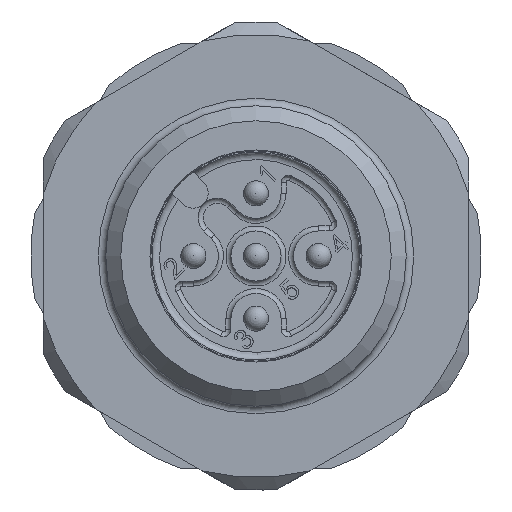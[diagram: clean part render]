
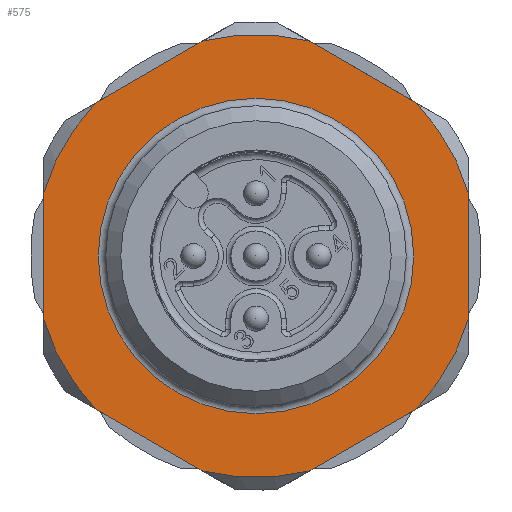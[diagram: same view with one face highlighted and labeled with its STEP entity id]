
A CAD part, front view. The second image highlights one B-rep face of the part: STEP entity #575.
In plain terms, the highlighted planar face has unit normal (0, -1, 0).
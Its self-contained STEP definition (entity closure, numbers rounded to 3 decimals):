
#575=ADVANCED_FACE('',(#1326,#1327),#813,.T.);
#813=PLANE('',#4010);
#928=LINE('',#5513,#1119);
#929=LINE('',#5514,#1120);
#930=LINE('',#5515,#1121);
#931=LINE('',#5516,#1122);
#932=LINE('',#5517,#1123);
#933=LINE('',#5518,#1124);
#1119=VECTOR('',#4454,1.);
#1120=VECTOR('',#4455,1.);
#1121=VECTOR('',#4456,1.);
#1122=VECTOR('',#4457,1.);
#1123=VECTOR('',#4458,1.);
#1124=VECTOR('',#4459,1.);
#1326=FACE_BOUND('',#1507,.T.);
#1327=FACE_BOUND('',#1508,.T.);
#1507=EDGE_LOOP('',(#1893));
#1508=EDGE_LOOP('',(#1894,#1895,#1896,#1897,#1898,#1899,#1900,#1901,#1902,
#1903,#1904,#1905));
#1893=ORIENTED_EDGE('',*,*,#3312,.T.);
#1894=ORIENTED_EDGE('',*,*,#3295,.F.);
#1895=ORIENTED_EDGE('',*,*,#3313,.T.);
#1896=ORIENTED_EDGE('',*,*,#3297,.F.);
#1897=ORIENTED_EDGE('',*,*,#3314,.T.);
#1898=ORIENTED_EDGE('',*,*,#3310,.F.);
#1899=ORIENTED_EDGE('',*,*,#3315,.T.);
#1900=ORIENTED_EDGE('',*,*,#3307,.F.);
#1901=ORIENTED_EDGE('',*,*,#3316,.T.);
#1902=ORIENTED_EDGE('',*,*,#3304,.F.);
#1903=ORIENTED_EDGE('',*,*,#3317,.T.);
#1904=ORIENTED_EDGE('',*,*,#3301,.F.);
#1905=ORIENTED_EDGE('',*,*,#3318,.T.);
#2915=VERTEX_POINT('',#5443);
#2916=VERTEX_POINT('',#5445);
#2917=VERTEX_POINT('',#5452);
#2918=VERTEX_POINT('',#5453);
#2919=VERTEX_POINT('',#5467);
#2920=VERTEX_POINT('',#5469);
#2921=VERTEX_POINT('',#5479);
#2922=VERTEX_POINT('',#5481);
#2923=VERTEX_POINT('',#5491);
#2924=VERTEX_POINT('',#5493);
#2925=VERTEX_POINT('',#5503);
#2926=VERTEX_POINT('',#5505);
#2927=VERTEX_POINT('',#5512);
#3295=EDGE_CURVE('',#2915,#2916,#3805,.T.);
#3297=EDGE_CURVE('',#2917,#2918,#3806,.T.);
#3301=EDGE_CURVE('',#2919,#2920,#3807,.T.);
#3304=EDGE_CURVE('',#2921,#2922,#3808,.T.);
#3307=EDGE_CURVE('',#2923,#2924,#3809,.T.);
#3310=EDGE_CURVE('',#2925,#2926,#3810,.T.);
#3312=EDGE_CURVE('',#2927,#2927,#3811,.T.);
#3313=EDGE_CURVE('',#2915,#2918,#928,.T.);
#3314=EDGE_CURVE('',#2917,#2926,#929,.T.);
#3315=EDGE_CURVE('',#2925,#2924,#930,.T.);
#3316=EDGE_CURVE('',#2923,#2922,#931,.T.);
#3317=EDGE_CURVE('',#2921,#2920,#932,.T.);
#3318=EDGE_CURVE('',#2919,#2916,#933,.T.);
#3805=CIRCLE('',#3997,8.85);
#3806=CIRCLE('',#3999,8.85);
#3807=CIRCLE('',#4001,8.85);
#3808=CIRCLE('',#4003,8.85);
#3809=CIRCLE('',#4005,8.85);
#3810=CIRCLE('',#4007,8.85);
#3811=CIRCLE('',#4009,6.3);
#3997=AXIS2_PLACEMENT_3D('',#5444,#4428,#4429);
#3999=AXIS2_PLACEMENT_3D('',#5451,#4432,#4433);
#4001=AXIS2_PLACEMENT_3D('',#5468,#4436,#4437);
#4003=AXIS2_PLACEMENT_3D('',#5480,#4440,#4441);
#4005=AXIS2_PLACEMENT_3D('',#5492,#4444,#4445);
#4007=AXIS2_PLACEMENT_3D('',#5504,#4448,#4449);
#4009=AXIS2_PLACEMENT_3D('',#5511,#4452,#4453);
#4010=AXIS2_PLACEMENT_3D('',#5519,#4460,#4461);
#4428=DIRECTION('',(0.,1.,0.));
#4429=DIRECTION('',(0.5,0.,-0.866));
#4432=DIRECTION('',(0.,1.,0.));
#4433=DIRECTION('',(0.5,0.,-0.866));
#4436=DIRECTION('',(0.,1.,0.));
#4437=DIRECTION('',(0.5,0.,-0.866));
#4440=DIRECTION('',(0.,1.,0.));
#4441=DIRECTION('',(0.5,0.,-0.866));
#4444=DIRECTION('',(0.,1.,0.));
#4445=DIRECTION('',(0.5,0.,-0.866));
#4448=DIRECTION('',(0.,1.,0.));
#4449=DIRECTION('',(0.5,0.,-0.866));
#4452=DIRECTION('',(0.,1.,0.));
#4453=DIRECTION('',(0.5,0.,-0.866));
#4454=DIRECTION('',(-0.866,0.,0.5));
#4455=DIRECTION('',(-0.866,0.,-0.5));
#4456=DIRECTION('',(0.,0.,-1.));
#4457=DIRECTION('',(0.866,0.,-0.5));
#4458=DIRECTION('',(0.866,0.,0.5));
#4459=DIRECTION('',(0.,0.,1.));
#4460=DIRECTION('',(0.,-1.,0.));
#4461=DIRECTION('',(-0.5,0.,0.866));
#5443=CARTESIAN_POINT('',(6.384,10.1,6.129));
#5444=CARTESIAN_POINT('',(0.,10.1,0.));
#5445=CARTESIAN_POINT('',(8.5,10.1,2.464));
#5451=CARTESIAN_POINT('',(0.,10.1,0.));
#5452=CARTESIAN_POINT('',(-2.116,10.1,8.593));
#5453=CARTESIAN_POINT('',(2.116,10.1,8.593));
#5467=CARTESIAN_POINT('',(8.5,10.1,-2.464));
#5468=CARTESIAN_POINT('',(0.,10.1,0.));
#5469=CARTESIAN_POINT('',(6.384,10.1,-6.129));
#5479=CARTESIAN_POINT('',(2.116,10.1,-8.593));
#5480=CARTESIAN_POINT('',(0.,10.1,0.));
#5481=CARTESIAN_POINT('',(-2.116,10.1,-8.593));
#5491=CARTESIAN_POINT('',(-6.384,10.1,-6.129));
#5492=CARTESIAN_POINT('',(0.,10.1,0.));
#5493=CARTESIAN_POINT('',(-8.5,10.1,-2.464));
#5503=CARTESIAN_POINT('',(-8.5,10.1,2.464));
#5504=CARTESIAN_POINT('',(0.,10.1,0.));
#5505=CARTESIAN_POINT('',(-6.384,10.1,6.129));
#5511=CARTESIAN_POINT('',(0.,10.1,0.));
#5512=CARTESIAN_POINT('',(3.15,10.1,-5.456));
#5513=CARTESIAN_POINT('',(0.418,10.1,9.574));
#5514=CARTESIAN_POINT('',(-11.914,10.1,2.936));
#5515=CARTESIAN_POINT('',(-8.5,10.1,-4.425));
#5516=CARTESIAN_POINT('',(-8.082,10.1,-5.149));
#5517=CARTESIAN_POINT('',(-3.414,10.1,-11.786));
#5518=CARTESIAN_POINT('',(8.5,10.1,-4.425));
#5519=CARTESIAN_POINT('',(-7.664,10.1,-4.425));
